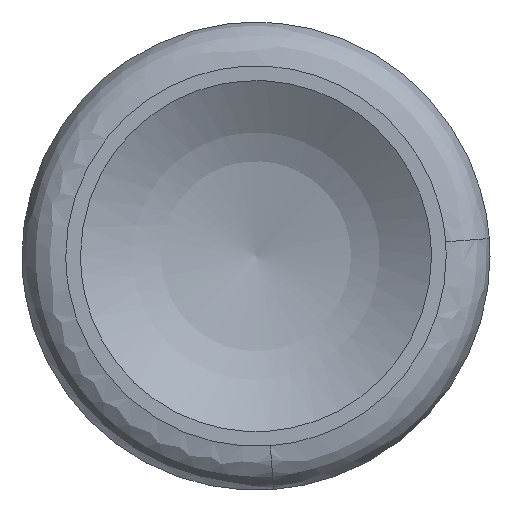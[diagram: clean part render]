
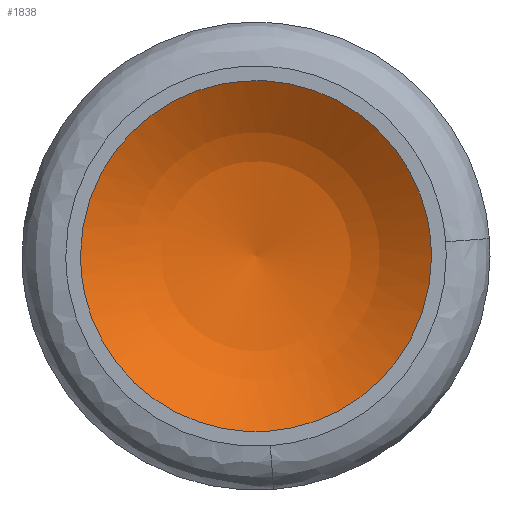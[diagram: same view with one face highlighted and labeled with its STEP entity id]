
A CAD part, top view. The second image highlights one B-rep face of the part: STEP entity #1838.
In plain terms, the highlighted free-form (B-spline) face has degree [2, 2] with [4, 4] control points.
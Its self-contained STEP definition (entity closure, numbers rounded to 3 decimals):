
#1778=CARTESIAN_POINT('',(-5.779,5.779,11.738));
#1779=CARTESIAN_POINT('',(-3.232,6.464,9.87));
#1780=CARTESIAN_POINT('',(3.232,6.464,9.87));
#1781=CARTESIAN_POINT('',(5.779,5.779,11.738));
#1782=CARTESIAN_POINT('',(-6.464,3.232,9.87));
#1783=CARTESIAN_POINT('',(-3.666,3.666,7.5));
#1784=CARTESIAN_POINT('',(3.666,3.666,7.5));
#1785=CARTESIAN_POINT('',(6.464,3.232,9.87));
#1786=CARTESIAN_POINT('',(-6.464,-3.232,9.87));
#1787=CARTESIAN_POINT('',(-3.666,-3.666,7.5));
#1788=CARTESIAN_POINT('',(3.666,-3.666,7.5));
#1789=CARTESIAN_POINT('',(6.464,-3.232,9.87));
#1790=CARTESIAN_POINT('',(-5.779,-5.779,11.738));
#1791=CARTESIAN_POINT('',(-3.232,-6.464,9.87));
#1792=CARTESIAN_POINT('',(3.232,-6.464,9.87));
#1793=CARTESIAN_POINT('',(5.779,-5.779,11.738));
#1801=(BOUNDED_SURFACE()B_SPLINE_SURFACE(2,2,((#1778,#1782,#1786,#1790),(#1779,#1783,#1787,#1791),(#1780,#1784,#1788,#1792),(#1781,#1785,#1789,#1793)),.UNSPECIFIED.,.F.,.F.,.U.)B_SPLINE_SURFACE_WITH_KNOTS((3,1,3),(3,1,3),(0.0,6.871,13.742),(0.0,6.871,13.742),.UNSPECIFIED.)GEOMETRIC_REPRESENTATION_ITEM()RATIONAL_B_SPLINE_SURFACE(((1.269,1.134,1.134,1.269),(1.134,1.0,1.0,1.134),(1.134,1.0,1.0,1.134),(1.269,1.134,1.134,1.269)))REPRESENTATION_ITEM('')SURFACE());
#1802=CARTESIAN_POINT('',(6.0,0.0,9.5));
#1803=VERTEX_POINT('',#1802);
#1804=CARTESIAN_POINT('',(-6.0,0.0,9.5));
#1805=VERTEX_POINT('',#1804);
#1806=CARTESIAN_POINT('',(6.0,0.0,9.5));
#1807=CARTESIAN_POINT('',(6.0,-6.0,9.5));
#1808=CARTESIAN_POINT('',(0.0,-6.0,9.5));
#1809=CARTESIAN_POINT('',(-6.0,-6.0,9.5));
#1810=CARTESIAN_POINT('',(-6.0,0.0,9.5));
#1818=(BOUNDED_CURVE()B_SPLINE_CURVE(2,(#1806,#1807,#1808,#1809,#1810),.UNSPECIFIED.,.F.,.U.)B_SPLINE_CURVE_WITH_KNOTS((3,2,3),(0.5,0.75,1.0),.UNSPECIFIED.)CURVE()GEOMETRIC_REPRESENTATION_ITEM()RATIONAL_B_SPLINE_CURVE((1.0,0.707,1.0,0.707,1.0))REPRESENTATION_ITEM(''));
#1819=EDGE_CURVE('',#1803,#1805,#1818,.T.);
#1820=ORIENTED_EDGE('',*,*,#1819,.F.);
#1821=CARTESIAN_POINT('',(-6.0,0.0,9.5));
#1822=CARTESIAN_POINT('',(-6.0,6.0,9.5));
#1823=CARTESIAN_POINT('',(0.0,6.0,9.5));
#1824=CARTESIAN_POINT('',(6.0,6.0,9.5));
#1825=CARTESIAN_POINT('',(6.0,0.0,9.5));
#1833=(BOUNDED_CURVE()B_SPLINE_CURVE(2,(#1821,#1822,#1823,#1824,#1825),.UNSPECIFIED.,.F.,.U.)B_SPLINE_CURVE_WITH_KNOTS((3,2,3),(0.0,0.25,0.5),.UNSPECIFIED.)CURVE()GEOMETRIC_REPRESENTATION_ITEM()RATIONAL_B_SPLINE_CURVE((1.0,0.707,1.0,0.707,1.0))REPRESENTATION_ITEM(''));
#1834=EDGE_CURVE('',#1805,#1803,#1833,.T.);
#1835=ORIENTED_EDGE('',*,*,#1834,.F.);
#1836=EDGE_LOOP('',(#1820,#1835));
#1837=FACE_OUTER_BOUND('',#1836,.T.);
#1838=ADVANCED_FACE('',(#1837),#1801,.F.);
